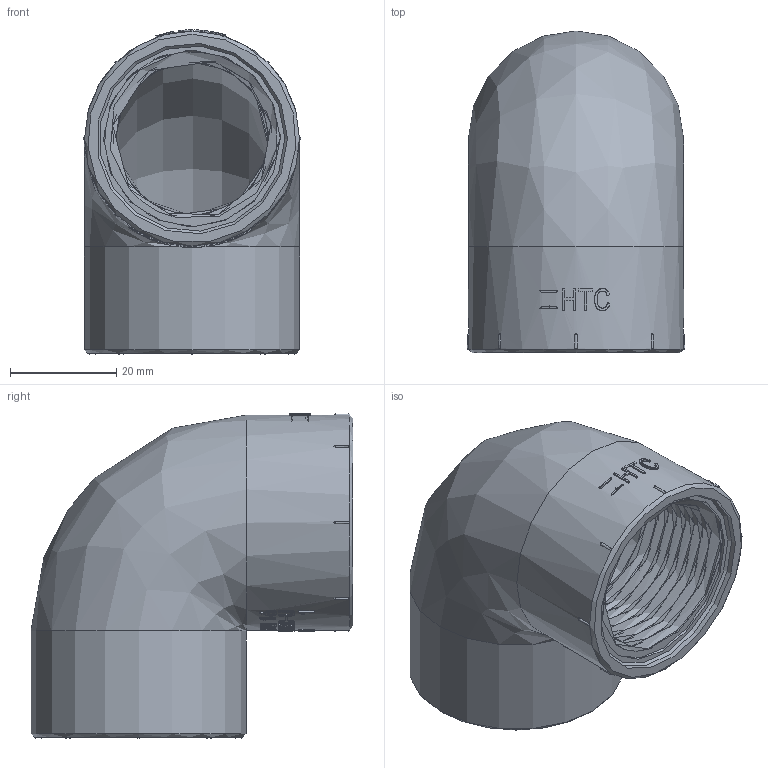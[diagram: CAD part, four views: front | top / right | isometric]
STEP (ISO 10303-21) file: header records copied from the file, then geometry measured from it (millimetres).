
FILE_DESCRIPTION(/* description */ (''),/* implementation_level */ '2;1');
FILE_NAME(/* name */ 'Z6B032032.stp',/* time_stamp */ '2025-02-10T09:17:33+08:00',/* author */ (''),/* organization */ (''),/* preprocessor_version */ 'ST-DEVELOPER v16',/* originating_system */ 'SIEMENS PLM Software NX 10.0',/* authorisation */ '');
FILE_SCHEMA (('AUTOMOTIVE_DESIGN { 1 0 10303 214 3 1 1 1 }'));
Length unit declared in the file: millimetre
Products named in the file (1): gelv13106AE0fyde
Bounding box: 41 x 60.65 x 61.12 mm (x, y, z)
Volume: 39101.8 mm3; surface area: 20325.9 mm2
Topology: 1 solids, 1 shells, 1715 faces, 4990 edges, 3300 vertices
Faces by surface type: bspline 1447, plane 138, cylinder 94, sphere 32, torus 4
Full cylindrical faces by diameter (mm): 33.249 x16, 36 x2, 40.5 x2
Entity records: 95481 total; most frequent: CARTESIAN_POINT 53797, ORIENTED_EDGE 9756, DIRECTION 8366, EDGE_CURVE 4878, AXIS2_PLACEMENT_3D 3341, VERTEX_POINT 3249, ELLIPSE 2851, EDGE_LOOP 1769
